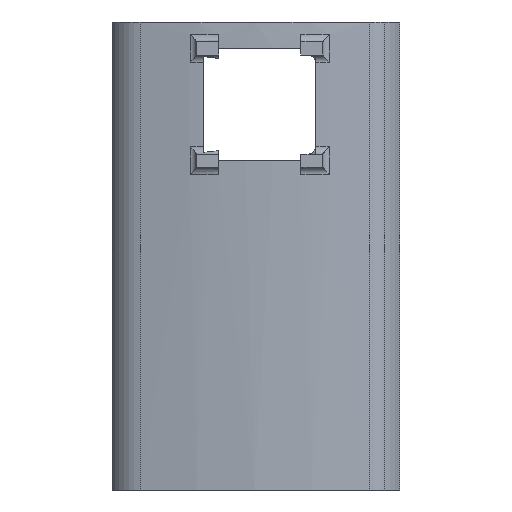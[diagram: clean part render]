
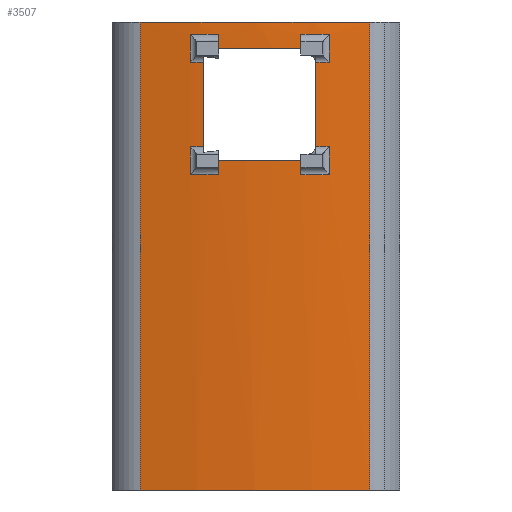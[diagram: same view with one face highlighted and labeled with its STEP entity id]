
A CAD part, left-side view. The second image highlights one B-rep face of the part: STEP entity #3507.
In plain terms, the highlighted cylindrical face has radius 84.837 mm (diameter 169.674 mm), a partial arc.
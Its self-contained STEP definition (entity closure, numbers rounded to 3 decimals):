
#27=FACE_BOUND('',#399,.T.);
#211=FACE_OUTER_BOUND('',#398,.T.);
#398=EDGE_LOOP('',(#2446,#2447,#2448,#2449));
#399=EDGE_LOOP('',(#2450,#2451,#2452,#2453,#2454,#2455,#2456,#2457,#2458,
#2459,#2460,#2461,#2462,#2463,#2464,#2465,#2466,#2467,#2468,#2469));
#593=CIRCLE('',#3711,84.837);
#596=CIRCLE('',#3715,84.837);
#597=CIRCLE('',#3719,84.837);
#598=CIRCLE('',#3720,84.837);
#599=CIRCLE('',#3721,84.837);
#600=CIRCLE('',#3722,84.837);
#601=CIRCLE('',#3723,84.837);
#602=CIRCLE('',#3724,84.837);
#603=CIRCLE('',#3725,84.837);
#604=CIRCLE('',#3726,84.837);
#605=CIRCLE('',#3727,84.837);
#606=CIRCLE('',#3728,84.837);
#699=LINE('',#5074,#1091);
#703=LINE('',#5086,#1095);
#704=LINE('',#5089,#1096);
#705=LINE('',#5091,#1097);
#706=LINE('',#5093,#1098);
#707=LINE('',#5097,#1099);
#708=LINE('',#5101,#1100);
#709=LINE('',#5105,#1101);
#710=LINE('',#5109,#1102);
#711=LINE('',#5113,#1103);
#712=LINE('',#5117,#1104);
#713=LINE('',#5121,#1105);
#1091=VECTOR('',#4036,10.);
#1095=VECTOR('',#4046,10.);
#1096=VECTOR('',#4049,10.);
#1097=VECTOR('',#4050,10.);
#1098=VECTOR('',#4051,10.);
#1099=VECTOR('',#4054,10.);
#1100=VECTOR('',#4057,10.);
#1101=VECTOR('',#4060,10.);
#1102=VECTOR('',#4063,10.);
#1103=VECTOR('',#4066,10.);
#1104=VECTOR('',#4069,10.);
#1105=VECTOR('',#4072,10.);
#1529=VERTEX_POINT('',#4991);
#1530=VERTEX_POINT('',#4992);
#1538=VERTEX_POINT('',#5044);
#1539=VERTEX_POINT('',#5053);
#1543=VERTEX_POINT('',#5082);
#1544=VERTEX_POINT('',#5083);
#1545=VERTEX_POINT('',#5085);
#1546=VERTEX_POINT('',#5087);
#1547=VERTEX_POINT('',#5090);
#1548=VERTEX_POINT('',#5092);
#1549=VERTEX_POINT('',#5094);
#1550=VERTEX_POINT('',#5096);
#1551=VERTEX_POINT('',#5098);
#1552=VERTEX_POINT('',#5100);
#1553=VERTEX_POINT('',#5102);
#1554=VERTEX_POINT('',#5104);
#1555=VERTEX_POINT('',#5106);
#1556=VERTEX_POINT('',#5108);
#1557=VERTEX_POINT('',#5110);
#1558=VERTEX_POINT('',#5112);
#1559=VERTEX_POINT('',#5114);
#1560=VERTEX_POINT('',#5116);
#1561=VERTEX_POINT('',#5118);
#1562=VERTEX_POINT('',#5120);
#1884=EDGE_CURVE('',#1529,#1530,#593,.T.);
#1893=EDGE_CURVE('',#1538,#1539,#596,.T.);
#1897=EDGE_CURVE('',#1539,#1529,#699,.T.);
#1901=EDGE_CURVE('',#1543,#1544,#597,.T.);
#1902=EDGE_CURVE('',#1544,#1545,#703,.T.);
#1903=EDGE_CURVE('',#1545,#1546,#598,.T.);
#1904=EDGE_CURVE('',#1543,#1546,#704,.T.);
#1905=EDGE_CURVE('',#1547,#1530,#705,.T.);
#1906=EDGE_CURVE('',#1538,#1548,#706,.T.);
#1907=EDGE_CURVE('',#1549,#1548,#599,.T.);
#1908=EDGE_CURVE('',#1550,#1549,#707,.T.);
#1909=EDGE_CURVE('',#1551,#1550,#600,.T.);
#1910=EDGE_CURVE('',#1551,#1552,#708,.T.);
#1911=EDGE_CURVE('',#1552,#1553,#601,.T.);
#1912=EDGE_CURVE('',#1553,#1554,#709,.T.);
#1913=EDGE_CURVE('',#1555,#1554,#602,.T.);
#1914=EDGE_CURVE('',#1556,#1555,#710,.T.);
#1915=EDGE_CURVE('',#1557,#1556,#603,.T.);
#1916=EDGE_CURVE('',#1557,#1558,#711,.T.);
#1917=EDGE_CURVE('',#1559,#1558,#604,.T.);
#1918=EDGE_CURVE('',#1560,#1559,#712,.T.);
#1919=EDGE_CURVE('',#1561,#1560,#605,.T.);
#1920=EDGE_CURVE('',#1561,#1562,#713,.T.);
#1921=EDGE_CURVE('',#1562,#1547,#606,.T.);
#2446=ORIENTED_EDGE('',*,*,#1901,.T.);
#2447=ORIENTED_EDGE('',*,*,#1902,.T.);
#2448=ORIENTED_EDGE('',*,*,#1903,.T.);
#2449=ORIENTED_EDGE('',*,*,#1904,.F.);
#2450=ORIENTED_EDGE('',*,*,#1905,.T.);
#2451=ORIENTED_EDGE('',*,*,#1884,.F.);
#2452=ORIENTED_EDGE('',*,*,#1897,.F.);
#2453=ORIENTED_EDGE('',*,*,#1893,.F.);
#2454=ORIENTED_EDGE('',*,*,#1906,.T.);
#2455=ORIENTED_EDGE('',*,*,#1907,.F.);
#2456=ORIENTED_EDGE('',*,*,#1908,.F.);
#2457=ORIENTED_EDGE('',*,*,#1909,.F.);
#2458=ORIENTED_EDGE('',*,*,#1910,.T.);
#2459=ORIENTED_EDGE('',*,*,#1911,.T.);
#2460=ORIENTED_EDGE('',*,*,#1912,.T.);
#2461=ORIENTED_EDGE('',*,*,#1913,.F.);
#2462=ORIENTED_EDGE('',*,*,#1914,.F.);
#2463=ORIENTED_EDGE('',*,*,#1915,.F.);
#2464=ORIENTED_EDGE('',*,*,#1916,.T.);
#2465=ORIENTED_EDGE('',*,*,#1917,.F.);
#2466=ORIENTED_EDGE('',*,*,#1918,.F.);
#2467=ORIENTED_EDGE('',*,*,#1919,.F.);
#2468=ORIENTED_EDGE('',*,*,#1920,.T.);
#2469=ORIENTED_EDGE('',*,*,#1921,.T.);
#3471=CYLINDRICAL_SURFACE('',#3718,84.837);
#3507=ADVANCED_FACE('',(#211,#27),#3471,.T.);
#3711=AXIS2_PLACEMENT_3D('',#4993,#4023,#4024);
#3715=AXIS2_PLACEMENT_3D('',#5054,#4031,#4032);
#3718=AXIS2_PLACEMENT_3D('',#5081,#4042,#4043);
#3719=AXIS2_PLACEMENT_3D('',#5084,#4044,#4045);
#3720=AXIS2_PLACEMENT_3D('',#5088,#4047,#4048);
#3721=AXIS2_PLACEMENT_3D('',#5095,#4052,#4053);
#3722=AXIS2_PLACEMENT_3D('',#5099,#4055,#4056);
#3723=AXIS2_PLACEMENT_3D('',#5103,#4058,#4059);
#3724=AXIS2_PLACEMENT_3D('',#5107,#4061,#4062);
#3725=AXIS2_PLACEMENT_3D('',#5111,#4064,#4065);
#3726=AXIS2_PLACEMENT_3D('',#5115,#4067,#4068);
#3727=AXIS2_PLACEMENT_3D('',#5119,#4070,#4071);
#3728=AXIS2_PLACEMENT_3D('',#5122,#4073,#4074);
#4023=DIRECTION('center_axis',(0.,0.,
1.));
#4024=DIRECTION('ref_axis',(-0.994,0.107,0.));
#4031=DIRECTION('center_axis',(0.,0.,
-1.));
#4032=DIRECTION('ref_axis',(-0.993,0.119,0.));
#4036=DIRECTION('',(0.,0.,-1.));
#4042=DIRECTION('center_axis',(0.,0.,-1.));
#4043=DIRECTION('ref_axis',(-0.976,0.216,0.));
#4044=DIRECTION('center_axis',(0.,0.,1.));
#4045=DIRECTION('ref_axis',(-0.976,0.216,0.));
#4046=DIRECTION('',(0.,0.,1.));
#4047=DIRECTION('center_axis',(0.,0.,-1.));
#4048=DIRECTION('ref_axis',(-0.976,0.216,0.));
#4049=DIRECTION('',(0.,0.,1.));
#4050=DIRECTION('',(0.,0.,-1.));
#4051=DIRECTION('',(0.,0.,1.));
#4052=DIRECTION('center_axis',(0.,0.,
1.));
#4053=DIRECTION('ref_axis',(-0.993,0.119,0.));
#4054=DIRECTION('',(0.,0.,-1.));
#4055=DIRECTION('center_axis',(0.,0.,
-1.));
#4056=DIRECTION('ref_axis',(-0.994,0.107,0.));
#4057=DIRECTION('',(0.,0.,-1.));
#4058=DIRECTION('center_axis',(0.,0.,
1.));
#4059=DIRECTION('ref_axis',(-0.976,0.216,0.));
#4060=DIRECTION('',(0.,0.,1.));
#4061=DIRECTION('center_axis',(0.,0.,
-1.));
#4062=DIRECTION('ref_axis',(-0.998,-0.06,0.));
#4063=DIRECTION('',(0.,0.,1.));
#4064=DIRECTION('center_axis',(0.,0.,
1.));
#4065=DIRECTION('ref_axis',(-0.997,-0.072,0.));
#4066=DIRECTION('',(0.,0.,-1.));
#4067=DIRECTION('center_axis',(0.,0.,
-1.));
#4068=DIRECTION('ref_axis',(-0.997,-0.072,0.));
#4069=DIRECTION('',(0.,0.,1.));
#4070=DIRECTION('center_axis',(0.,0.,
1.));
#4071=DIRECTION('ref_axis',(-0.998,-0.06,0.));
#4072=DIRECTION('',(0.,0.,1.));
#4073=DIRECTION('center_axis',(0.,0.,
-1.));
#4074=DIRECTION('ref_axis',(-0.976,0.216,0.));
#4991=CARTESIAN_POINT('',(-21.038,9.365,38.));
#4992=CARTESIAN_POINT('',(-21.475,5.5,38.));
#4993=CARTESIAN_POINT('Origin',(63.02,-2.113,38.));
#5044=CARTESIAN_POINT('',(-21.271,7.5,41.8));
#5053=CARTESIAN_POINT('',(-21.038,9.365,41.8));
#5054=CARTESIAN_POINT('Origin',(63.02,-2.113,41.8));
#5074=CARTESIAN_POINT('',(-21.038,9.365,0.));
#5081=CARTESIAN_POINT('Origin',(63.02,-2.113,0.));
#5082=CARTESIAN_POINT('',(-19.817,16.2,-5.));
#5083=CARTESIAN_POINT('',(-20.817,-15.1,-5.));
#5084=CARTESIAN_POINT('Origin',(63.02,-2.113,-5.));
#5085=CARTESIAN_POINT('',(-20.817,-15.1,58.8));
#5086=CARTESIAN_POINT('',(-20.817,-15.1,0.));
#5087=CARTESIAN_POINT('',(-19.817,16.2,58.8));
#5088=CARTESIAN_POINT('Origin',(63.02,-2.113,58.8));
#5089=CARTESIAN_POINT('',(-19.817,16.2,0.));
#5090=CARTESIAN_POINT('',(-21.475,5.5,39.9));
#5091=CARTESIAN_POINT('',(-21.475,5.5,0.));
#5092=CARTESIAN_POINT('',(-21.271,7.5,53.3));
#5093=CARTESIAN_POINT('',(-21.271,7.5,0.));
#5094=CARTESIAN_POINT('',(-21.038,9.365,53.3));
#5095=CARTESIAN_POINT('Origin',(63.02,-2.113,53.3));
#5096=CARTESIAN_POINT('',(-21.038,9.365,57.1));
#5097=CARTESIAN_POINT('',(-21.038,9.365,0.));
#5098=CARTESIAN_POINT('',(-21.475,5.5,57.1));
#5099=CARTESIAN_POINT('Origin',(63.02,-2.113,57.1));
#5100=CARTESIAN_POINT('',(-21.475,5.5,55.2));
#5101=CARTESIAN_POINT('',(-21.475,5.5,0.));
#5102=CARTESIAN_POINT('',(-21.742,-5.7,55.2));
#5103=CARTESIAN_POINT('Origin',(63.02,-2.113,55.2));
#5104=CARTESIAN_POINT('',(-21.742,-5.7,57.1));
#5105=CARTESIAN_POINT('',(-21.742,-5.7,0.));
#5106=CARTESIAN_POINT('',(-21.485,-9.612,57.1));
#5107=CARTESIAN_POINT('Origin',(63.02,-2.113,57.1));
#5108=CARTESIAN_POINT('',(-21.485,-9.612,53.3));
#5109=CARTESIAN_POINT('',(-21.485,-9.612,0.));
#5110=CARTESIAN_POINT('',(-21.633,-7.7,53.3));
#5111=CARTESIAN_POINT('Origin',(63.02,-2.113,53.3));
#5112=CARTESIAN_POINT('',(-21.633,-7.7,41.8));
#5113=CARTESIAN_POINT('',(-21.633,-7.7,0.));
#5114=CARTESIAN_POINT('',(-21.485,-9.612,41.8));
#5115=CARTESIAN_POINT('Origin',(63.02,-2.113,41.8));
#5116=CARTESIAN_POINT('',(-21.485,-9.612,38.));
#5117=CARTESIAN_POINT('',(-21.485,-9.612,0.));
#5118=CARTESIAN_POINT('',(-21.742,-5.7,38.));
#5119=CARTESIAN_POINT('Origin',(63.02,-2.113,38.));
#5120=CARTESIAN_POINT('',(-21.742,-5.7,39.9));
#5121=CARTESIAN_POINT('',(-21.742,-5.7,0.));
#5122=CARTESIAN_POINT('Origin',(63.02,-2.113,39.9));
